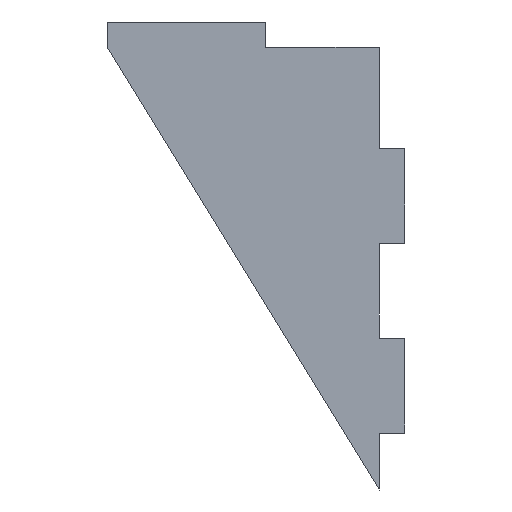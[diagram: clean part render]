
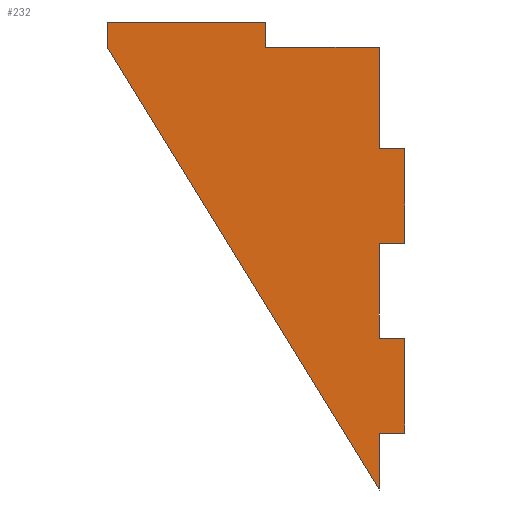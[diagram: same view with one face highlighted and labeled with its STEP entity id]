
A CAD part, left-side view. The second image highlights one B-rep face of the part: STEP entity #232.
In plain terms, the highlighted planar face has unit normal (-1, 0, 0).
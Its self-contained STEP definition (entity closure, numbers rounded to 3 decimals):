
#2 = EDGE_CURVE ( 'NONE', #192, #302, #357, .T. ) ;
#12 = LINE ( 'NONE', #444, #228 ) ;
#13 = ORIENTED_EDGE ( 'NONE', *, *, #343, .T. ) ;
#14 = DIRECTION ( 'NONE',  ( 0., -1., 0. ) ) ;
#19 = LINE ( 'NONE', #398, #537 ) ;
#25 = CARTESIAN_POINT ( 'NONE',  ( 0., 0., -46. ) ) ;
#27 = VERTEX_POINT ( 'NONE', #159 ) ;
#28 = DIRECTION ( 'NONE',  ( 0., -1., 0. ) ) ;
#51 = DIRECTION ( 'NONE',  ( 0., 0., 1. ) ) ;
#63 = LINE ( 'NONE', #445, #107 ) ;
#65 = VERTEX_POINT ( 'NONE', #126 ) ;
#72 = DIRECTION ( 'NONE',  ( 0., -1., 0. ) ) ;
#73 = ORIENTED_EDGE ( 'NONE', *, *, #291, .T. ) ;
#79 = CARTESIAN_POINT ( 'NONE',  ( 0., 43., 4. ) ) ;
#81 = LINE ( 'NONE', #401, #389 ) ;
#88 = CARTESIAN_POINT ( 'NONE',  ( 0., 31.219, -19.178 ) ) ;
#89 = VERTEX_POINT ( 'NONE', #208 ) ;
#95 = DIRECTION ( 'NONE',  ( 0., 0., 1. ) ) ;
#96 = CARTESIAN_POINT ( 'NONE',  ( 0., 43., 0. ) ) ;
#99 = VECTOR ( 'NONE', #28, 1000. ) ;
#104 = EDGE_CURVE ( 'NONE', #27, #378, #130, .T. ) ;
#107 = VECTOR ( 'NONE', #51, 1000. ) ;
#110 = ORIENTED_EDGE ( 'NONE', *, *, #111, .F. ) ;
#111 = EDGE_CURVE ( 'NONE', #131, #65, #447, .T. ) ;
#119 = VERTEX_POINT ( 'NONE', #25 ) ;
#126 = CARTESIAN_POINT ( 'NONE',  ( 0., 18., 4. ) ) ;
#130 = LINE ( 'NONE', #426, #99 ) ;
#131 = VERTEX_POINT ( 'NONE', #79 ) ;
#132 = VERTEX_POINT ( 'NONE', #174 ) ;
#136 = VECTOR ( 'NONE', #140, 1000. ) ;
#139 = CARTESIAN_POINT ( 'NONE',  ( 0., -4., -16. ) ) ;
#140 = DIRECTION ( 'NONE',  ( 0., 0., 1. ) ) ;
#145 = CARTESIAN_POINT ( 'NONE',  ( 0., -4., -31. ) ) ;
#148 = VECTOR ( 'NONE', #264, 1000. ) ;
#157 = CARTESIAN_POINT ( 'NONE',  ( 0., 0., -16. ) ) ;
#158 = VERTEX_POINT ( 'NONE', #219 ) ;
#159 = CARTESIAN_POINT ( 'NONE',  ( 0., 0., -31. ) ) ;
#170 = ORIENTED_EDGE ( 'NONE', *, *, #402, .F. ) ;
#171 = EDGE_CURVE ( 'NONE', #119, #132, #410, .T. ) ;
#174 = CARTESIAN_POINT ( 'NONE',  ( 0., -4., -46. ) ) ;
#189 = DIRECTION ( 'NONE',  ( 0., 0., -1. ) ) ;
#192 = VERTEX_POINT ( 'NONE', #520 ) ;
#193 = CARTESIAN_POINT ( 'NONE',  ( 0., -4., 0. ) ) ;
#198 = LINE ( 'NONE', #260, #252 ) ;
#199 = EDGE_CURVE ( 'NONE', #474, #89, #446, .T. ) ;
#200 = VERTEX_POINT ( 'NONE', #432 ) ;
#201 = ORIENTED_EDGE ( 'NONE', *, *, #494, .T. ) ;
#207 = ORIENTED_EDGE ( 'NONE', *, *, #104, .T. ) ;
#208 = CARTESIAN_POINT ( 'NONE',  ( 0., 0., -70. ) ) ;
#219 = CARTESIAN_POINT ( 'NONE',  ( 0., -4., -61. ) ) ;
#227 = PLANE ( 'NONE',  #443 ) ;
#228 = VECTOR ( 'NONE', #404, 1000. ) ;
#231 = DIRECTION ( 'NONE',  ( 1., 0., 0. ) ) ;
#232 = ADVANCED_FACE ( 'NONE', ( #424 ), #227, .F. ) ;
#244 = DIRECTION ( 'NONE',  ( 0., 0., -1. ) ) ;
#245 = LINE ( 'NONE', #287, #560 ) ;
#252 = VECTOR ( 'NONE', #563, 1000. ) ;
#257 = LINE ( 'NONE', #530, #458 ) ;
#260 = CARTESIAN_POINT ( 'NONE',  ( 0., 0., 0. ) ) ;
#261 = DIRECTION ( 'NONE',  ( 0., -0.523, -0.852 ) ) ;
#264 = DIRECTION ( 'NONE',  ( 0., -1., 0. ) ) ;
#266 = CARTESIAN_POINT ( 'NONE',  ( 0., 0., -46. ) ) ;
#267 = CARTESIAN_POINT ( 'NONE',  ( 0., 0., 0. ) ) ;
#273 = EDGE_CURVE ( 'NONE', #119, #27, #198, .T. ) ;
#287 = CARTESIAN_POINT ( 'NONE',  ( 0., -4., 0. ) ) ;
#291 = EDGE_CURVE ( 'NONE', #89, #200, #482, .T. ) ;
#295 = DIRECTION ( 'NONE',  ( 0., -1., 0. ) ) ;
#299 = ORIENTED_EDGE ( 'NONE', *, *, #171, .F. ) ;
#302 = VERTEX_POINT ( 'NONE', #139 ) ;
#304 = EDGE_CURVE ( 'NONE', #192, #386, #257, .T. ) ;
#320 = EDGE_CURVE ( 'NONE', #474, #131, #63, .T. ) ;
#324 = CARTESIAN_POINT ( 'NONE',  ( 0., 18., 0. ) ) ;
#332 = VECTOR ( 'NONE', #295, 1000. ) ;
#334 = ORIENTED_EDGE ( 'NONE', *, *, #481, .T. ) ;
#342 = VECTOR ( 'NONE', #189, 1000. ) ;
#343 = EDGE_CURVE ( 'NONE', #386, #462, #12, .T. ) ;
#356 = CARTESIAN_POINT ( 'NONE',  ( 0., 0., 0. ) ) ;
#357 = LINE ( 'NONE', #157, #561 ) ;
#378 = VERTEX_POINT ( 'NONE', #145 ) ;
#386 = VERTEX_POINT ( 'NONE', #356 ) ;
#389 = VECTOR ( 'NONE', #14, 1000. ) ;
#398 = CARTESIAN_POINT ( 'NONE',  ( 0., 18., 0. ) ) ;
#401 = CARTESIAN_POINT ( 'NONE',  ( 0., 0., -61. ) ) ;
#402 = EDGE_CURVE ( 'NONE', #132, #158, #479, .T. ) ;
#404 = DIRECTION ( 'NONE',  ( 0., 1., 0. ) ) ;
#405 = ORIENTED_EDGE ( 'NONE', *, *, #529, .F. ) ;
#406 = ORIENTED_EDGE ( 'NONE', *, *, #2, .F. ) ;
#410 = LINE ( 'NONE', #266, #148 ) ;
#413 = ORIENTED_EDGE ( 'NONE', *, *, #199, .T. ) ;
#424 = FACE_OUTER_BOUND ( 'NONE', #449, .T. ) ;
#426 = CARTESIAN_POINT ( 'NONE',  ( 0., 0., -31. ) ) ;
#432 = CARTESIAN_POINT ( 'NONE',  ( 0., 0., -61. ) ) ;
#443 = AXIS2_PLACEMENT_3D ( 'NONE', #478, #231, #564 ) ;
#444 = CARTESIAN_POINT ( 'NONE',  ( 0., 0., 0. ) ) ;
#445 = CARTESIAN_POINT ( 'NONE',  ( 0., 43., 0. ) ) ;
#446 = LINE ( 'NONE', #88, #567 ) ;
#447 = LINE ( 'NONE', #550, #332 ) ;
#449 = EDGE_LOOP ( 'NONE', ( #73, #201, #170, #299, #502, #207, #405, #406, #497, #13, #334, #110, #526, #413 ) ) ;
#450 = DIRECTION ( 'NONE',  ( 0., 0., 1. ) ) ;
#458 = VECTOR ( 'NONE', #450, 1000. ) ;
#462 = VERTEX_POINT ( 'NONE', #324 ) ;
#474 = VERTEX_POINT ( 'NONE', #96 ) ;
#478 = CARTESIAN_POINT ( 'NONE',  ( 0., 0., 0. ) ) ;
#479 = LINE ( 'NONE', #193, #342 ) ;
#481 = EDGE_CURVE ( 'NONE', #462, #65, #19, .T. ) ;
#482 = LINE ( 'NONE', #267, #136 ) ;
#494 = EDGE_CURVE ( 'NONE', #200, #158, #81, .T. ) ;
#497 = ORIENTED_EDGE ( 'NONE', *, *, #304, .T. ) ;
#502 = ORIENTED_EDGE ( 'NONE', *, *, #273, .T. ) ;
#520 = CARTESIAN_POINT ( 'NONE',  ( 0., 0., -16. ) ) ;
#526 = ORIENTED_EDGE ( 'NONE', *, *, #320, .F. ) ;
#529 = EDGE_CURVE ( 'NONE', #302, #378, #245, .T. ) ;
#530 = CARTESIAN_POINT ( 'NONE',  ( 0., 0., 0. ) ) ;
#537 = VECTOR ( 'NONE', #95, 1000. ) ;
#550 = CARTESIAN_POINT ( 'NONE',  ( 0., 0., 4. ) ) ;
#560 = VECTOR ( 'NONE', #244, 1000. ) ;
#561 = VECTOR ( 'NONE', #72, 1000. ) ;
#563 = DIRECTION ( 'NONE',  ( 0., 0., 1. ) ) ;
#564 = DIRECTION ( 'NONE',  ( 0., 0., -1. ) ) ;
#567 = VECTOR ( 'NONE', #261, 1000. ) ;
